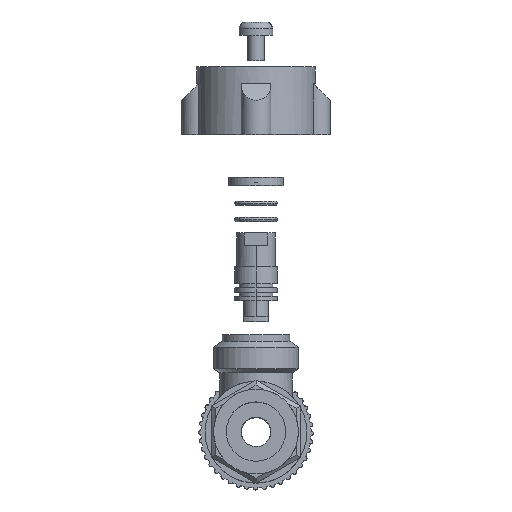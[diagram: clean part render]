
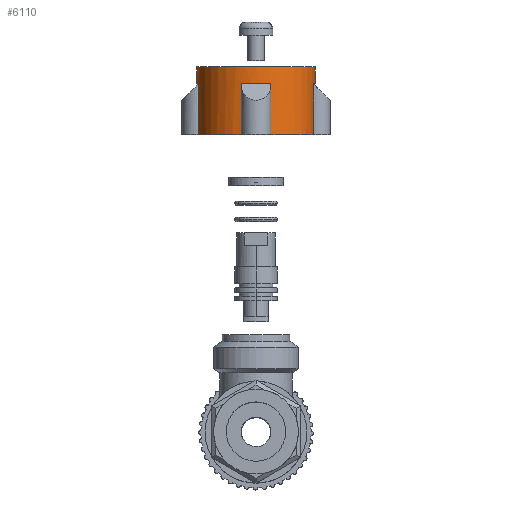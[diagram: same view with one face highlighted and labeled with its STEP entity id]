
A CAD part, top view. The second image highlights one B-rep face of the part: STEP entity #6110.
In plain terms, the highlighted cylindrical face has radius 14 mm (diameter 28 mm), a partial arc.
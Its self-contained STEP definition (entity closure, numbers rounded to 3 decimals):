
#82 = DIRECTION ( 'NONE',  ( 0., 1., 0. ) ) ;
#400 = CARTESIAN_POINT ( 'NONE',  ( 0., 12., 0. ) ) ;
#440 = CARTESIAN_POINT ( 'NONE',  ( -13.562, 0., 3.473 ) ) ;
#443 = CARTESIAN_POINT ( 'NONE',  ( -3.473, 12., 13.562 ) ) ;
#479 = AXIS2_PLACEMENT_3D ( 'NONE', #4604, #11243, #10126 ) ;
#817 = CARTESIAN_POINT ( 'NONE',  ( 0., 16., 14. ) ) ;
#843 = CIRCLE ( 'NONE', #11233, 14. ) ;
#1148 = CARTESIAN_POINT ( 'NONE',  ( -13.562, 12., -3.473 ) ) ;
#1219 = EDGE_CURVE ( 'NONE', #13734, #7214, #10452, .T. ) ;
#1325 = ORIENTED_EDGE ( 'NONE', *, *, #12386, .T. ) ;
#1413 = AXIS2_PLACEMENT_3D ( 'NONE', #13493, #7872, #13996 ) ;
#1767 = DIRECTION ( 'NONE',  ( 0., 1., 0. ) ) ;
#1776 = DIRECTION ( 'NONE',  ( 0., 0., -1. ) ) ;
#1895 = ORIENTED_EDGE ( 'NONE', *, *, #9999, .F. ) ;
#2179 = LINE ( 'NONE', #11071, #6120 ) ;
#2256 = DIRECTION ( 'NONE',  ( 0., -1., 0. ) ) ;
#2300 = EDGE_CURVE ( 'NONE', #3027, #10474, #7949, .T. ) ;
#2726 = ORIENTED_EDGE ( 'NONE', *, *, #11162, .T. ) ;
#2949 = CARTESIAN_POINT ( 'NONE',  ( 0., 16., 0. ) ) ;
#2952 = VECTOR ( 'NONE', #2256, 1000. ) ;
#3027 = VERTEX_POINT ( 'NONE', #10933 ) ;
#3254 = VERTEX_POINT ( 'NONE', #443 ) ;
#3261 = AXIS2_PLACEMENT_3D ( 'NONE', #11400, #12927, #1776 ) ;
#3269 = CIRCLE ( 'NONE', #8456, 14. ) ;
#3302 = CARTESIAN_POINT ( 'NONE',  ( -13.562, 6., 3.473 ) ) ;
#3322 = VERTEX_POINT ( 'NONE', #11915 ) ;
#3665 = ORIENTED_EDGE ( 'NONE', *, *, #2300, .T. ) ;
#3866 = CIRCLE ( 'NONE', #1413, 14. ) ;
#4004 = CARTESIAN_POINT ( 'NONE',  ( 0., 12., -14. ) ) ;
#4252 = AXIS2_PLACEMENT_3D ( 'NONE', #400, #8098, #11583 ) ;
#4604 = CARTESIAN_POINT ( 'NONE',  ( 0., 0., 0. ) ) ;
#4608 = FACE_OUTER_BOUND ( 'NONE', #10300, .T. ) ;
#4849 = EDGE_CURVE ( 'NONE', #9059, #3254, #843, .T. ) ;
#4955 = CIRCLE ( 'NONE', #4252, 14. ) ;
#5147 = VECTOR ( 'NONE', #14592, 1000. ) ;
#5151 = VECTOR ( 'NONE', #12176, 1000. ) ;
#5155 = DIRECTION ( 'NONE',  ( 0., -1., 0. ) ) ;
#5229 = AXIS2_PLACEMENT_3D ( 'NONE', #2949, #1767, #6424 ) ;
#5411 = CARTESIAN_POINT ( 'NONE',  ( -3.473, 0., -13.562 ) ) ;
#5471 = DIRECTION ( 'NONE',  ( 0., -1., 0. ) ) ;
#5910 = CIRCLE ( 'NONE', #5229, 14. ) ;
#6058 = CARTESIAN_POINT ( 'NONE',  ( -3.473, 6., 13.562 ) ) ;
#6110 = ADVANCED_FACE ( 'NONE', ( #4608 ), #6881, .T. ) ;
#6120 = VECTOR ( 'NONE', #5471, 1000. ) ;
#6382 = ORIENTED_EDGE ( 'NONE', *, *, #1219, .T. ) ;
#6424 = DIRECTION ( 'NONE',  ( 0., 0., 1. ) ) ;
#6454 = EDGE_CURVE ( 'NONE', #11083, #10577, #3269, .T. ) ;
#6758 = LINE ( 'NONE', #14378, #5151 ) ;
#6881 = CYLINDRICAL_SURFACE ( 'NONE', #3261, 14. ) ;
#7214 = VERTEX_POINT ( 'NONE', #1148 ) ;
#7361 = ORIENTED_EDGE ( 'NONE', *, *, #13330, .T. ) ;
#7441 = CARTESIAN_POINT ( 'NONE',  ( -13.562, 0., -3.473 ) ) ;
#7762 = CARTESIAN_POINT ( 'NONE',  ( 0., 12., 0. ) ) ;
#7872 = DIRECTION ( 'NONE',  ( 0., 1., 0. ) ) ;
#7891 = ORIENTED_EDGE ( 'NONE', *, *, #9097, .T. ) ;
#7949 = LINE ( 'NONE', #3302, #2952 ) ;
#8098 = DIRECTION ( 'NONE',  ( 0., -1., 0. ) ) ;
#8105 = VECTOR ( 'NONE', #82, 1000. ) ;
#8171 = VERTEX_POINT ( 'NONE', #817 ) ;
#8263 = VECTOR ( 'NONE', #10563, 1000. ) ;
#8430 = ORIENTED_EDGE ( 'NONE', *, *, #13951, .T. ) ;
#8456 = AXIS2_PLACEMENT_3D ( 'NONE', #11867, #5155, #9642 ) ;
#8753 = EDGE_CURVE ( 'NONE', #12935, #8171, #5910, .T. ) ;
#9059 = VERTEX_POINT ( 'NONE', #11172 ) ;
#9097 = EDGE_CURVE ( 'NONE', #10474, #3322, #11350, .T. ) ;
#9157 = ORIENTED_EDGE ( 'NONE', *, *, #8753, .F. ) ;
#9410 = CARTESIAN_POINT ( 'NONE',  ( -13.562, 6., -3.473 ) ) ;
#9642 = DIRECTION ( 'NONE',  ( 0., 0., -1. ) ) ;
#9955 = LINE ( 'NONE', #10088, #5147 ) ;
#9999 = EDGE_CURVE ( 'NONE', #8171, #9059, #6758, .T. ) ;
#10088 = CARTESIAN_POINT ( 'NONE',  ( 0., 16., -14. ) ) ;
#10126 = DIRECTION ( 'NONE',  ( 0., 0., 1. ) ) ;
#10300 = EDGE_LOOP ( 'NONE', ( #1895, #9157, #2726, #13034, #1325, #8430, #6382, #14326, #3665, #7891, #7361, #12791 ) ) ;
#10452 = LINE ( 'NONE', #9410, #8105 ) ;
#10474 = VERTEX_POINT ( 'NONE', #440 ) ;
#10563 = DIRECTION ( 'NONE',  ( 0., 1., 0. ) ) ;
#10577 = VERTEX_POINT ( 'NONE', #4004 ) ;
#10657 = VERTEX_POINT ( 'NONE', #5411 ) ;
#10716 = LINE ( 'NONE', #6058, #8263 ) ;
#10933 = CARTESIAN_POINT ( 'NONE',  ( -13.562, 12., 3.473 ) ) ;
#11071 = CARTESIAN_POINT ( 'NONE',  ( -3.473, 6., -13.562 ) ) ;
#11083 = VERTEX_POINT ( 'NONE', #12378 ) ;
#11162 = EDGE_CURVE ( 'NONE', #12935, #10577, #9955, .T. ) ;
#11172 = CARTESIAN_POINT ( 'NONE',  ( 0., 12., 14. ) ) ;
#11233 = AXIS2_PLACEMENT_3D ( 'NONE', #7762, #12260, #14547 ) ;
#11243 = DIRECTION ( 'NONE',  ( 0., 1., 0. ) ) ;
#11350 = CIRCLE ( 'NONE', #479, 14. ) ;
#11400 = CARTESIAN_POINT ( 'NONE',  ( 0., 16., 0. ) ) ;
#11583 = DIRECTION ( 'NONE',  ( 0., 0., -1. ) ) ;
#11867 = CARTESIAN_POINT ( 'NONE',  ( 0., 12., 0. ) ) ;
#11915 = CARTESIAN_POINT ( 'NONE',  ( -3.473, 0., 13.562 ) ) ;
#12176 = DIRECTION ( 'NONE',  ( 0., -1., 0. ) ) ;
#12260 = DIRECTION ( 'NONE',  ( 0., -1., 0. ) ) ;
#12378 = CARTESIAN_POINT ( 'NONE',  ( -3.473, 12., -13.562 ) ) ;
#12386 = EDGE_CURVE ( 'NONE', #11083, #10657, #2179, .T. ) ;
#12504 = EDGE_CURVE ( 'NONE', #3027, #7214, #4955, .T. ) ;
#12791 = ORIENTED_EDGE ( 'NONE', *, *, #4849, .F. ) ;
#12927 = DIRECTION ( 'NONE',  ( 0., -1., 0. ) ) ;
#12935 = VERTEX_POINT ( 'NONE', #14421 ) ;
#13034 = ORIENTED_EDGE ( 'NONE', *, *, #6454, .F. ) ;
#13330 = EDGE_CURVE ( 'NONE', #3322, #3254, #10716, .T. ) ;
#13493 = CARTESIAN_POINT ( 'NONE',  ( 0., 0., 0. ) ) ;
#13734 = VERTEX_POINT ( 'NONE', #7441 ) ;
#13951 = EDGE_CURVE ( 'NONE', #10657, #13734, #3866, .T. ) ;
#13996 = DIRECTION ( 'NONE',  ( 0., 0., 1. ) ) ;
#14326 = ORIENTED_EDGE ( 'NONE', *, *, #12504, .F. ) ;
#14378 = CARTESIAN_POINT ( 'NONE',  ( 0., 16., 14. ) ) ;
#14421 = CARTESIAN_POINT ( 'NONE',  ( 0., 16., -14. ) ) ;
#14547 = DIRECTION ( 'NONE',  ( 0., 0., -1. ) ) ;
#14592 = DIRECTION ( 'NONE',  ( 0., -1., 0. ) ) ;
